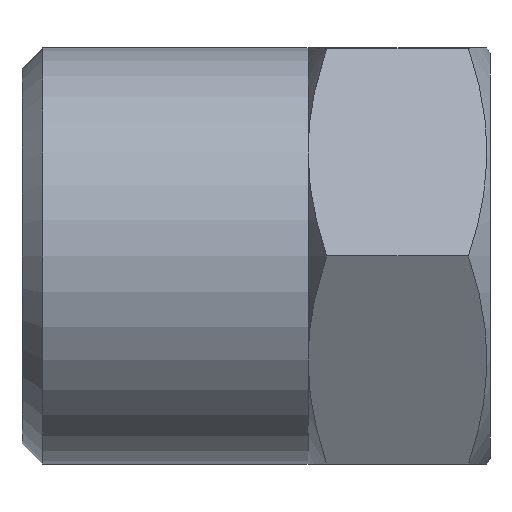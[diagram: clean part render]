
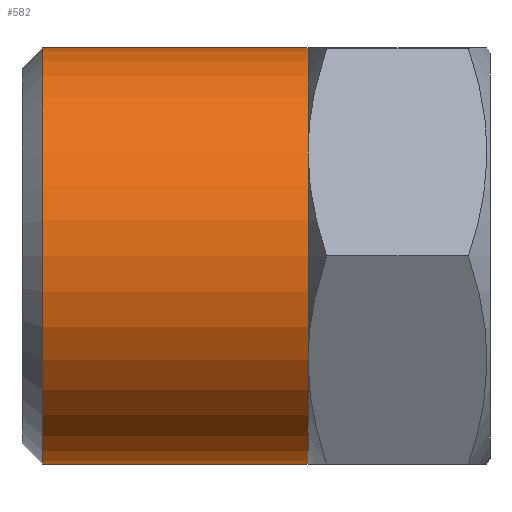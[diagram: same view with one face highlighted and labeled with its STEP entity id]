
A CAD part, left-side view. The second image highlights one B-rep face of the part: STEP entity #582.
In plain terms, the highlighted cylindrical face has radius 4 mm (diameter 8 mm), a partial arc.
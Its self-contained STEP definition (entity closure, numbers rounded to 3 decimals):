
#1 = CARTESIAN_POINT ( 'NONE',  ( -3.464, 3.5, 2. ) ) ;
#115 = CARTESIAN_POINT ( 'NONE',  ( 0., -2.419, 0. ) ) ;
#116 = DIRECTION ( 'NONE',  ( 0., -1., 0. ) ) ;
#117 = DIRECTION ( 'NONE',  ( 0., 0., -1. ) ) ;
#191 = CARTESIAN_POINT ( 'NONE',  ( 0., 8.6, 0. ) ) ;
#192 = DIRECTION ( 'NONE',  ( 0., -1., 0. ) ) ;
#193 = DIRECTION ( 'NONE',  ( 0., 0., -1. ) ) ;
#194 = CARTESIAN_POINT ( 'NONE',  ( 0., 3.5, 0. ) ) ;
#195 = DIRECTION ( 'NONE',  ( 0., -1., 0. ) ) ;
#196 = DIRECTION ( 'NONE',  ( 0., 0., -1. ) ) ;
#219 = CARTESIAN_POINT ( 'NONE',  ( 0., 3.5, 0. ) ) ;
#220 = DIRECTION ( 'NONE',  ( 0., -1., 0. ) ) ;
#221 = DIRECTION ( 'NONE',  ( 0., 0., -1. ) ) ;
#252 = CARTESIAN_POINT ( 'NONE',  ( 0., 3.5, 0. ) ) ;
#253 = DIRECTION ( 'NONE',  ( 0., -1., 0. ) ) ;
#254 = DIRECTION ( 'NONE',  ( 0., 0., -1. ) ) ;
#267 = CARTESIAN_POINT ( 'NONE',  ( 0., -2.419, -4. ) ) ;
#268 = DIRECTION ( 'NONE',  ( 0., -1., 0. ) ) ;
#280 = CARTESIAN_POINT ( 'NONE',  ( 0., 8.6, 4. ) ) ;
#281 = CARTESIAN_POINT ( 'NONE',  ( 0., 8.6, -4. ) ) ;
#282 = CARTESIAN_POINT ( 'NONE',  ( 0., 3.5, 4. ) ) ;
#285 = CARTESIAN_POINT ( 'NONE',  ( 0., 3.5, -4. ) ) ;
#287 = CARTESIAN_POINT ( 'NONE',  ( -3.464, 3.5, -2. ) ) ;
#392 = EDGE_LOOP ( 'NONE', ( #962, #960, #961, #958, #959, #957 ) ) ;
#413 = LINE ( 'NONE', #684, #792 ) ;
#436 = FACE_OUTER_BOUND ( 'NONE', #392, .T. ) ;
#437 = CYLINDRICAL_SURFACE ( 'NONE', #502, 4. ) ;
#464 = LINE ( 'NONE', #267, #838 ) ;
#502 = AXIS2_PLACEMENT_3D ( 'NONE', #115, #116, #117 ) ;
#545 = EDGE_CURVE ( 'NONE', #649, #651, #413, .T. ) ;
#582 = ADVANCED_FACE ( 'NONE', ( #436 ), #437, .T. ) ;
#605 = EDGE_CURVE ( 'NONE', #649, #650, #825, .T. ) ;
#606 = EDGE_CURVE ( 'NONE', #651, #946, #831, .T. ) ;
#611 = EDGE_CURVE ( 'NONE', #946, #656, #833, .T. ) ;
#618 = EDGE_CURVE ( 'NONE', #656, #654, #835, .T. ) ;
#621 = EDGE_CURVE ( 'NONE', #650, #654, #464, .T. ) ;
#649 = VERTEX_POINT ( 'NONE', #280 ) ;
#650 = VERTEX_POINT ( 'NONE', #281 ) ;
#651 = VERTEX_POINT ( 'NONE', #282 ) ;
#654 = VERTEX_POINT ( 'NONE', #285 ) ;
#656 = VERTEX_POINT ( 'NONE', #287 ) ;
#684 = CARTESIAN_POINT ( 'NONE',  ( 0., -2.419, 4. ) ) ;
#685 = DIRECTION ( 'NONE',  ( 0., -1., 0. ) ) ;
#792 = VECTOR ( 'NONE', #685, 1000. ) ;
#825 = CIRCLE ( 'NONE', #830, 4. ) ;
#830 = AXIS2_PLACEMENT_3D ( 'NONE', #191, #192, #193 ) ;
#831 = CIRCLE ( 'NONE', #832, 4. ) ;
#832 = AXIS2_PLACEMENT_3D ( 'NONE', #194, #195, #196 ) ;
#833 = CIRCLE ( 'NONE', #834, 4. ) ;
#834 = AXIS2_PLACEMENT_3D ( 'NONE', #219, #220, #221 ) ;
#835 = CIRCLE ( 'NONE', #836, 4. ) ;
#836 = AXIS2_PLACEMENT_3D ( 'NONE', #252, #253, #254 ) ;
#838 = VECTOR ( 'NONE', #268, 1000. ) ;
#946 = VERTEX_POINT ( 'NONE', #1 ) ;
#957 = ORIENTED_EDGE ( 'NONE', *, *, #606, .F. ) ;
#958 = ORIENTED_EDGE ( 'NONE', *, *, #618, .F. ) ;
#959 = ORIENTED_EDGE ( 'NONE', *, *, #611, .F. ) ;
#960 = ORIENTED_EDGE ( 'NONE', *, *, #605, .T. ) ;
#961 = ORIENTED_EDGE ( 'NONE', *, *, #621, .T. ) ;
#962 = ORIENTED_EDGE ( 'NONE', *, *, #545, .F. ) ;
